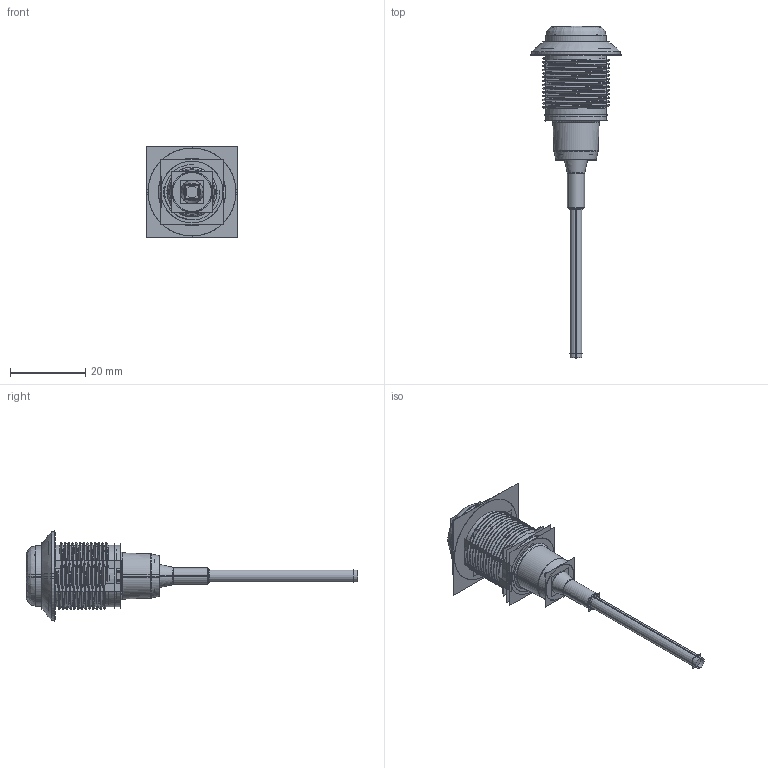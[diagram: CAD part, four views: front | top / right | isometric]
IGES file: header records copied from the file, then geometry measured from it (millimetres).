
Start section:  PTC IGES file: 161756.igs
Global section: file name: 161756.igs; native system: Creo Parametric by Parametric Technology Corporation; preprocessor: 2013230; author: pdmadmin; organization: Unknown; date: 20160118.105510; units: millimetre
Bounding box: 24.44 x 88.47 x 24.46 mm (x, y, z)
Volume: 4174.5 mm3; surface area: 63018.7 mm2
Topology: 5 solids, 5 shells, 540 faces, 2724 edges, 3406 vertices
Faces by surface type: bspline 316, revolution 224
